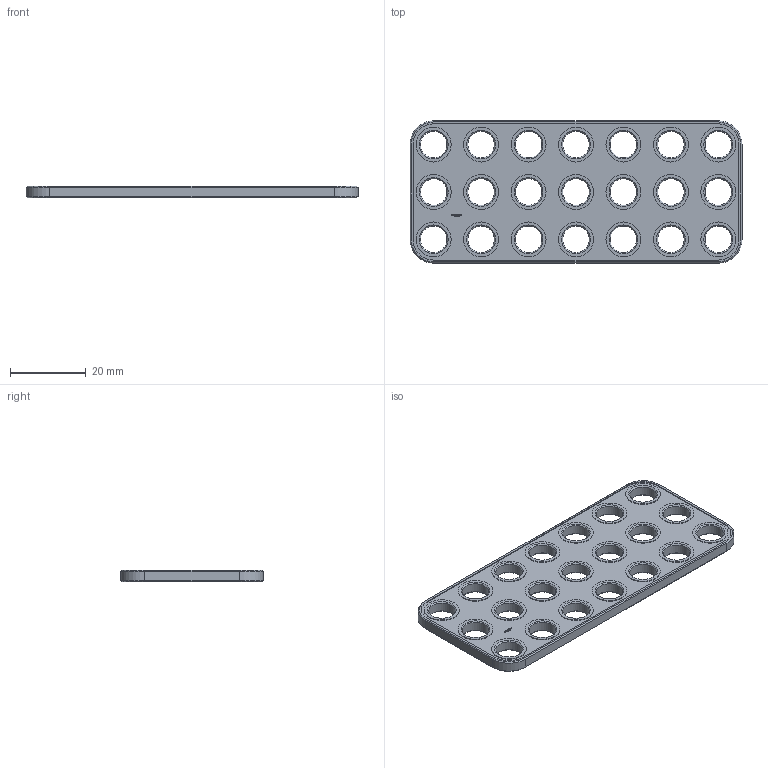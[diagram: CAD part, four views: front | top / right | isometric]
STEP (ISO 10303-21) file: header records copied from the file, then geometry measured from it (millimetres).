
FILE_DESCRIPTION(('FreeCAD Model'),'2;1');
FILE_NAME('Open CASCADE Shape Model','2024-10-08T01:30:55',(''),(''), 'Open CASCADE STEP processor 7.7','FreeCAD','Unknown');
FILE_SCHEMA(('AUTOMOTIVE_DESIGN { 1 0 10303 214 1 1 1 1 }'));
Length unit declared in the file: millimetre
Products named in the file (1): Plate RCT CRNR BU07x03x00.25 - SPN-PLT-0096 (stemfie.org)
Bounding box: 87.5 x 37.5 x 3.12 mm (x, y, z)
Volume: 7226.9 mm3; surface area: 6997.5 mm2
Topology: 1 solids, 1 shells, 617 faces, 1622 edges, 1062 vertices
Faces by surface type: plane 335, extrusion 182, cylinder 50, cone 50
Full cylindrical faces by diameter (mm): 7 x21, 9.2 x21
Entity records: 19552 total; most frequent: CARTESIAN_POINT 4794, ORIENTED_EDGE 3244, DIRECTION 2462, EDGE_CURVE 1622, VECTOR 1290, LINE 1108, VERTEX_POINT 1062, FACE_BOUND 714
